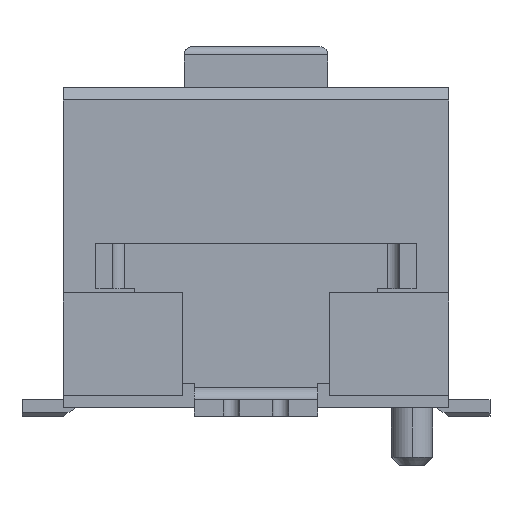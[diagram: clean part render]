
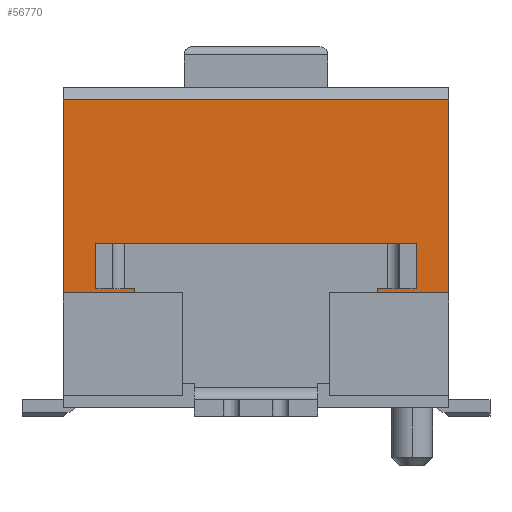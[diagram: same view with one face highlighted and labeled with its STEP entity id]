
A CAD part, left-side view. The second image highlights one B-rep face of the part: STEP entity #56770.
In plain terms, the highlighted planar face has unit normal (-1, 0, 0).
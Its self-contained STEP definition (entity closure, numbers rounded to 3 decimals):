
#16920=CARTESIAN_POINT('',(-9.1,1.5,1.4));
#16930=VERTEX_POINT('',#16920);
#16960=CARTESIAN_POINT('',(-9.1,1.5,0.));
#16970=DIRECTION('',(0.,0.,-1.));
#16980=VECTOR('',#16970,1.);
#16990=LINE('',#16960,#16980);
#17000=CARTESIAN_POINT('',(-9.1,1.5,0.6));
#17010=VERTEX_POINT('',#17000);
#17020=EDGE_CURVE('',#16930,#17010,#16990,.T.);
#21680=CARTESIAN_POINT('',(-9.1,0.,0.6));
#21690=DIRECTION('',(0.,1.,0.));
#21700=VECTOR('',#21690,1.);
#21710=LINE('',#21680,#21700);
#21720=CARTESIAN_POINT('',(-9.1,1.475,0.6));
#21730=VERTEX_POINT('',#21720);
#21740=EDGE_CURVE('',#21730,#17010,#21710,.T.);
#32320=CARTESIAN_POINT('',(-9.1,1.6,1.5));
#32330=VERTEX_POINT('',#32320);
#32380=CARTESIAN_POINT('',(-9.1,0.,-0.1));
#32390=DIRECTION('',(0.,-0.707,-0.707));
#32400=VECTOR('',#32390,1.);
#32410=LINE('',#32380,#32400);
#32420=EDGE_CURVE('',#32330,#16930,#32410,.T.);
#38950=CARTESIAN_POINT('',(-9.1,-1.475,1.55));
#38960=VERTEX_POINT('',#38950);
#38990=CARTESIAN_POINT('',(-9.1,-1.475,0.));
#39000=DIRECTION('',(0.,0.,-1.));
#39010=VECTOR('',#39000,1.);
#39020=LINE('',#38990,#39010);
#39030=CARTESIAN_POINT('',(-9.1,-1.475,0.6));
#39040=VERTEX_POINT('',#39030);
#39050=EDGE_CURVE('',#38960,#39040,#39020,.T.);
#40240=CARTESIAN_POINT('',(-9.1,1.475,0.));
#40250=DIRECTION('',(0.,0.,-1.));
#40260=VECTOR('',#40250,1.);
#40270=LINE('',#40240,#40260);
#40280=CARTESIAN_POINT('',(-9.1,1.475,1.55));
#40290=VERTEX_POINT('',#40280);
#40300=EDGE_CURVE('',#40290,#21730,#40270,.T.);
#42590=CARTESIAN_POINT('',(-9.1,-1.65,2.1));
#42600=VERTEX_POINT('',#42590);
#42630=CARTESIAN_POINT('',(-9.1,-1.65,1.724));
#42640=DIRECTION('',(0.,0.,1.));
#42650=VECTOR('',#42640,1.);
#42660=LINE('',#42630,#42650);
#42670=CARTESIAN_POINT('',(-9.1,-1.65,1.55));
#42680=VERTEX_POINT('',#42670);
#42690=EDGE_CURVE('',#42680,#42600,#42660,.T.);
#55740=CARTESIAN_POINT('',(-9.1,2.518,-0.044));
#55750=DIRECTION('',(-1.,0.,0.));
#55760=DIRECTION('',(0.,1.,0.));
#55770=AXIS2_PLACEMENT_3D('',#55740,#55750,#55760);
#55780=PLANE('',#55770);
#55790=ORIENTED_EDGE('',*,*,#42690,.F.);
#55800=CARTESIAN_POINT('',(-9.1,0.,2.1));
#55810=DIRECTION('',(0.,-1.,0.));
#55820=VECTOR('',#55810,1.);
#55830=LINE('',#55800,#55820);
#55840=CARTESIAN_POINT('',(-9.1,1.65,2.1));
#55850=VERTEX_POINT('',#55840);
#55860=EDGE_CURVE('',#55850,#42600,#55830,.T.);
#55870=ORIENTED_EDGE('',*,*,#55860,.T.);
#55880=CARTESIAN_POINT('',(-9.1,1.65,0.122));
#55890=DIRECTION('',(0.,0.,1.));
#55900=VECTOR('',#55890,1.);
#55910=LINE('',#55880,#55900);
#55920=CARTESIAN_POINT('',(-9.1,1.65,1.55));
#55930=VERTEX_POINT('',#55920);
#55940=EDGE_CURVE('',#55930,#55850,#55910,.T.);
#55950=ORIENTED_EDGE('',*,*,#55940,.T.);
#55960=CARTESIAN_POINT('',(-9.1,0.,1.55));
#55970=DIRECTION('',(0.,-1.,0.));
#55980=VECTOR('',#55970,1.);
#55990=LINE('',#55960,#55980);
#56000=EDGE_CURVE('',#55930,#40290,#55990,.T.);
#56010=ORIENTED_EDGE('',*,*,#56000,.F.);
#56020=ORIENTED_EDGE('',*,*,#40300,.F.);
#56030=ORIENTED_EDGE('',*,*,#21740,.F.);
#56040=ORIENTED_EDGE('',*,*,#17020,.T.);
#56050=ORIENTED_EDGE('',*,*,#32420,.T.);
#56060=CARTESIAN_POINT('',(-9.1,0.,1.5));
#56070=DIRECTION('',(0.,-1.,0.));
#56080=VECTOR('',#56070,1.);
#56090=LINE('',#56060,#56080);
#56100=CARTESIAN_POINT('',(-9.1,2.35,1.5));
#56110=VERTEX_POINT('',#56100);
#56120=EDGE_CURVE('',#56110,#32330,#56090,.T.);
#56130=ORIENTED_EDGE('',*,*,#56120,.T.);
#56140=CARTESIAN_POINT('',(-9.1,2.35,0.));
#56150=DIRECTION('',(0.,0.,-1.));
#56160=VECTOR('',#56150,1.);
#56170=LINE('',#56140,#56160);
#56180=CARTESIAN_POINT('',(-9.1,2.35,3.85));
#56190=VERTEX_POINT('',#56180);
#56200=EDGE_CURVE('',#56190,#56110,#56170,.T.);
#56210=ORIENTED_EDGE('',*,*,#56200,.T.);
#56220=CARTESIAN_POINT('',(-9.1,0.,3.85));
#56230=DIRECTION('',(0.,1.,0.));
#56240=VECTOR('',#56230,1.);
#56250=LINE('',#56220,#56240);
#56260=CARTESIAN_POINT('',(-9.1,-2.35,3.85));
#56270=VERTEX_POINT('',#56260);
#56280=EDGE_CURVE('',#56270,#56190,#56250,.T.);
#56290=ORIENTED_EDGE('',*,*,#56280,.T.);
#56300=CARTESIAN_POINT('',(-9.1,-2.35,0.));
#56310=DIRECTION('',(0.,0.,-1.));
#56320=VECTOR('',#56310,1.);
#56330=LINE('',#56300,#56320);
#56340=CARTESIAN_POINT('',(-9.1,-2.35,1.5));
#56350=VERTEX_POINT('',#56340);
#56360=EDGE_CURVE('',#56270,#56350,#56330,.T.);
#56370=ORIENTED_EDGE('',*,*,#56360,.F.);
#56380=CARTESIAN_POINT('',(-9.1,0.,1.5));
#56390=DIRECTION('',(0.,-1.,0.));
#56400=VECTOR('',#56390,1.);
#56410=LINE('',#56380,#56400);
#56420=CARTESIAN_POINT('',(-9.1,-1.6,1.5));
#56430=VERTEX_POINT('',#56420);
#56440=EDGE_CURVE('',#56430,#56350,#56410,.T.);
#56450=ORIENTED_EDGE('',*,*,#56440,.T.);
#56460=CARTESIAN_POINT('',(-9.1,-0.1,0.));
#56470=DIRECTION('',(0.,-0.707,0.707));
#56480=VECTOR('',#56470,1.);
#56490=LINE('',#56460,#56480);
#56500=CARTESIAN_POINT('',(-9.1,-1.5,1.4));
#56510=VERTEX_POINT('',#56500);
#56520=EDGE_CURVE('',#56510,#56430,#56490,.T.);
#56530=ORIENTED_EDGE('',*,*,#56520,.T.);
#56540=CARTESIAN_POINT('',(-9.1,-1.5,0.));
#56550=DIRECTION('',(0.,0.,1.));
#56560=VECTOR('',#56550,1.);
#56570=LINE('',#56540,#56560);
#56580=CARTESIAN_POINT('',(-9.1,-1.5,0.6));
#56590=VERTEX_POINT('',#56580);
#56600=EDGE_CURVE('',#56590,#56510,#56570,.T.);
#56610=ORIENTED_EDGE('',*,*,#56600,.T.);
#56620=CARTESIAN_POINT('',(-9.1,0.,0.6));
#56630=DIRECTION('',(0.,-1.,0.));
#56640=VECTOR('',#56630,1.);
#56650=LINE('',#56620,#56640);
#56660=EDGE_CURVE('',#39040,#56590,#56650,.T.);
#56670=ORIENTED_EDGE('',*,*,#56660,.T.);
#56680=ORIENTED_EDGE('',*,*,#39050,.T.);
#56690=CARTESIAN_POINT('',(-9.1,0.,1.55));
#56700=DIRECTION('',(0.,1.,0.));
#56710=VECTOR('',#56700,1.);
#56720=LINE('',#56690,#56710);
#56730=EDGE_CURVE('',#42680,#38960,#56720,.T.);
#56740=ORIENTED_EDGE('',*,*,#56730,.T.);
#56750=EDGE_LOOP('',(#56740,#56680,#56670,#56610,#56530,#56450,#56370,
#56290,#56210,#56130,#56050,#56040,#56030,#56020,#56010,#55950,#55870,
#55790));
#56760=FACE_OUTER_BOUND('',#56750,.T.);
#56770=ADVANCED_FACE('',(#56760),#55780,.T.);
